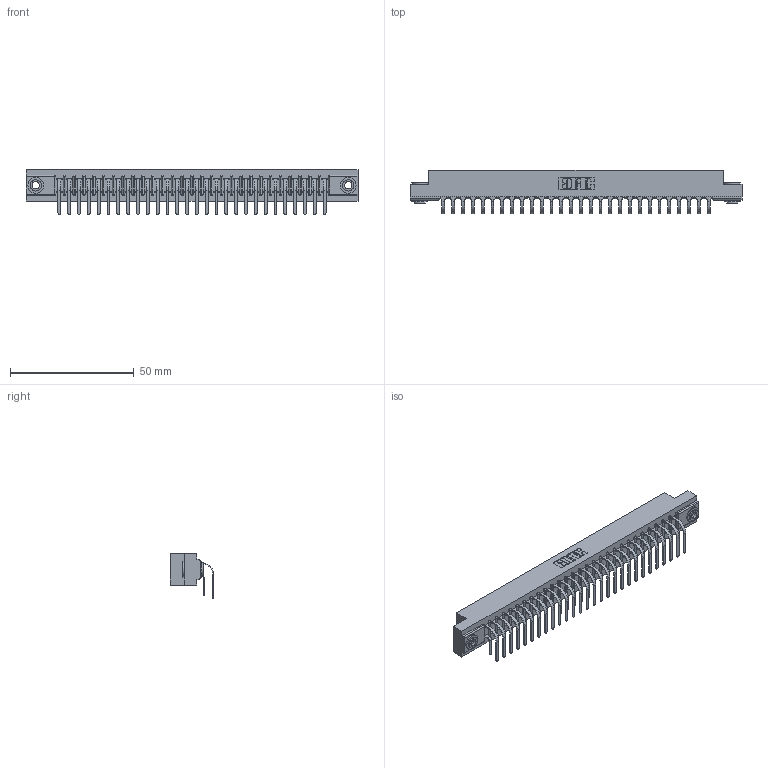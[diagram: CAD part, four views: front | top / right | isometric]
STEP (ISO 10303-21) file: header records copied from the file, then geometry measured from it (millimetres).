
FILE_DESCRIPTION (( 'STEP AP203' ), '1' );
FILE_NAME ('357-056-459-203.STEP', '2022-07-07T22:29:54', ( '' ), ( '' ), 'SwSTEP 2.0', 'SolidWorks 2020', '' );
FILE_SCHEMA (( 'CONFIG_CONTROL_DESIGN' ));
Length unit declared in the file: inch
Products named in the file (5): 307 Part_.156 Dia Mounting Holes; 345-250-002_345-250-002-102; 307-290-001_559 - 2 (Single); 357-056-459-203; 307-290-001_558 559 - 1 (Single)
Assembly tree (59 placements, depth 2):
  357-056-459-203
    307 Part_.156 Dia Mounting Holes
    307-290-001_558 559 - 1 (Single)  x28
    307-290-001_559 - 2 (Single)  x28
    345-250-002_345-250-002-102  x2
Bounding box: 133.96 x 17.51 x 18.07 mm (x, y, z)
Volume: 14357.7 mm3; surface area: 18735.4 mm2
Topology: 59 solids, 59 shells, 2999 faces, 8387 edges, 5434 vertices
Faces by surface type: plane 1942, cylinder 991, sphere 58, cone 8
Entity records: 29138 total; most frequent: CARTESIAN_POINT 4755, ORIENTED_EDGE 4702, DIRECTION 4677, EDGE_CURVE 2351, LINE 1789, VECTOR 1789, VERTEX_POINT 1522, AXIS2_PLACEMENT_3D 1444
